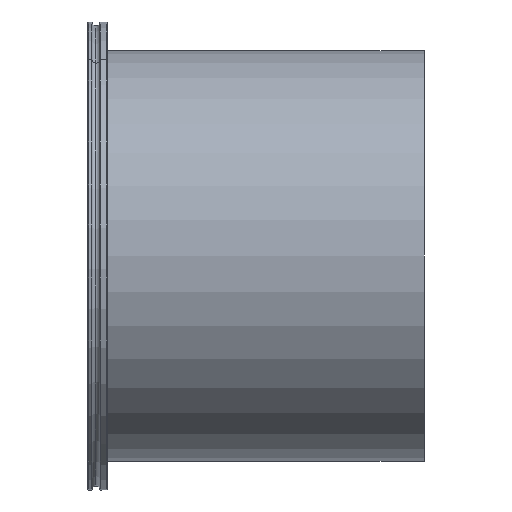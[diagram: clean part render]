
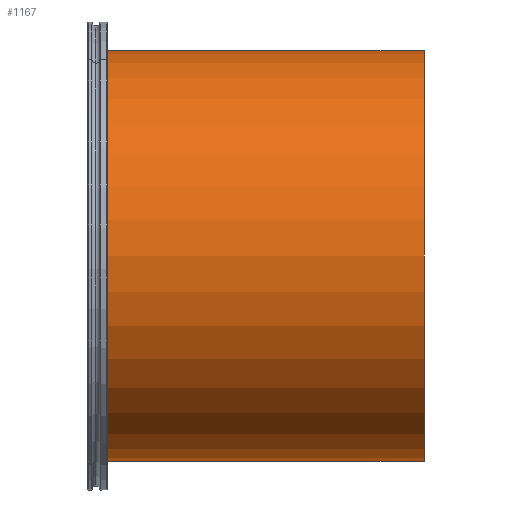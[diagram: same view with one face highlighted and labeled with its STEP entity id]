
A CAD part, left-side view. The second image highlights one B-rep face of the part: STEP entity #1167.
In plain terms, the highlighted cylindrical face has radius 127 mm (diameter 254 mm), a partial arc.
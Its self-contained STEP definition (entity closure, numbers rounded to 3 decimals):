
#11 = DIRECTION ( 'NONE',  ( 0., -1., 0. ) ) ;
#29 = VERTEX_POINT ( 'NONE', #785 ) ;
#56 = VERTEX_POINT ( 'NONE', #519 ) ;
#73 = CARTESIAN_POINT ( 'NONE',  ( 0., 201.5, 0. ) ) ;
#109 = CARTESIAN_POINT ( 'NONE',  ( 0., 201.5, 0. ) ) ;
#169 = DIRECTION ( 'NONE',  ( 0., 0., 1. ) ) ;
#199 = DIRECTION ( 'NONE',  ( 0., 0., -1. ) ) ;
#207 = AXIS2_PLACEMENT_3D ( 'NONE', #109, #482, #199 ) ;
#248 = CARTESIAN_POINT ( 'NONE',  ( 0., 0., 0. ) ) ;
#278 = LINE ( 'NONE', #818, #466 ) ;
#298 = ORIENTED_EDGE ( 'NONE', *, *, #460, .T. ) ;
#342 = DIRECTION ( 'NONE',  ( 0., 0., 1. ) ) ;
#368 = EDGE_CURVE ( 'NONE', #633, #29, #1122, .T. ) ;
#460 = EDGE_CURVE ( 'NONE', #29, #826, #768, .T. ) ;
#466 = VECTOR ( 'NONE', #1178, 1000. ) ;
#482 = DIRECTION ( 'NONE',  ( 0., -1., 0. ) ) ;
#519 = CARTESIAN_POINT ( 'NONE',  ( 0., 201.5, 127. ) ) ;
#552 = EDGE_CURVE ( 'NONE', #633, #56, #927, .T. ) ;
#558 = CARTESIAN_POINT ( 'NONE',  ( 0., 201.5, -127. ) ) ;
#633 = VERTEX_POINT ( 'NONE', #558 ) ;
#660 = CARTESIAN_POINT ( 'NONE',  ( 0., 201.5, -127. ) ) ;
#692 = CARTESIAN_POINT ( 'NONE',  ( 0., 0., 127. ) ) ;
#728 = DIRECTION ( 'NONE',  ( 0., 1., 0. ) ) ;
#761 = EDGE_LOOP ( 'NONE', ( #1125, #975, #1189, #298 ) ) ;
#768 = CIRCLE ( 'NONE', #798, 127. ) ;
#785 = CARTESIAN_POINT ( 'NONE',  ( 0., 0., -127. ) ) ;
#798 = AXIS2_PLACEMENT_3D ( 'NONE', #248, #890, #342 ) ;
#818 = CARTESIAN_POINT ( 'NONE',  ( 0., 201.5, 127. ) ) ;
#826 = VERTEX_POINT ( 'NONE', #692 ) ;
#879 = VECTOR ( 'NONE', #11, 1000. ) ;
#890 = DIRECTION ( 'NONE',  ( 0., 1., 0. ) ) ;
#927 = CIRCLE ( 'NONE', #1102, 127. ) ;
#962 = FACE_OUTER_BOUND ( 'NONE', #761, .T. ) ;
#975 = ORIENTED_EDGE ( 'NONE', *, *, #552, .F. ) ;
#1058 = EDGE_CURVE ( 'NONE', #56, #826, #278, .T. ) ;
#1102 = AXIS2_PLACEMENT_3D ( 'NONE', #73, #728, #169 ) ;
#1122 = LINE ( 'NONE', #660, #879 ) ;
#1125 = ORIENTED_EDGE ( 'NONE', *, *, #1058, .F. ) ;
#1167 = ADVANCED_FACE ( 'NONE', ( #962 ), #1177, .T. ) ;
#1177 = CYLINDRICAL_SURFACE ( 'NONE', #207, 127. ) ;
#1178 = DIRECTION ( 'NONE',  ( 0., -1., 0. ) ) ;
#1189 = ORIENTED_EDGE ( 'NONE', *, *, #368, .T. ) ;
